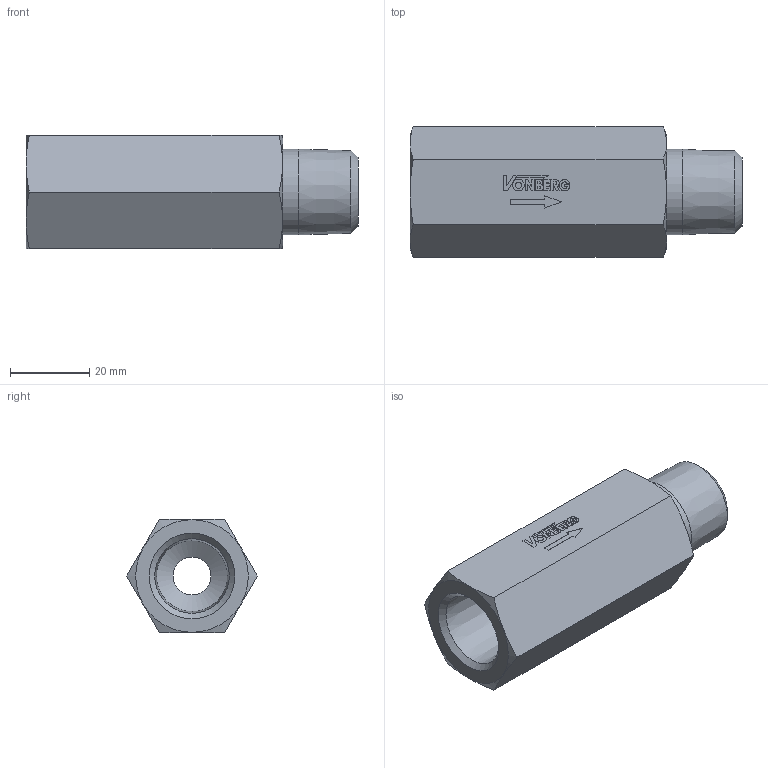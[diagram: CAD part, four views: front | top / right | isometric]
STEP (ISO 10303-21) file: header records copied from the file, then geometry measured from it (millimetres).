
FILE_DESCRIPTION((''),'2;1');
FILE_NAME('28951-104.stp','2015-02-17T13:37:18',('jml'),(''),'Autodesk Inventor 2010','Autodesk Inventor 2010','');
FILE_SCHEMA(('AUTOMOTIVE_DESIGN { 1 0 10303 214 1 1 1 1 }'));
Length unit declared in the file: inch
Products named in the file (1): 220759
Bounding box: 83.82 x 33 x 28.57 mm (x, y, z)
Volume: 41112.3 mm3; surface area: 11942.6 mm2
Topology: 1 solids, 1 shells, 117 faces, 298 edges, 197 vertices
Faces by surface type: plane 92, cylinder 16, cone 6, bspline 3
Full cylindrical faces by diameter (mm): 1.566 x1, 21.666 x1
Entity records: 3572 total; most frequent: CARTESIAN_POINT 671, ORIENTED_EDGE 568, DIRECTION 544, EDGE_CURVE 284, VECTOR 230, LINE 230, VERTEX_POINT 194, AXIS2_PLACEMENT_3D 157
